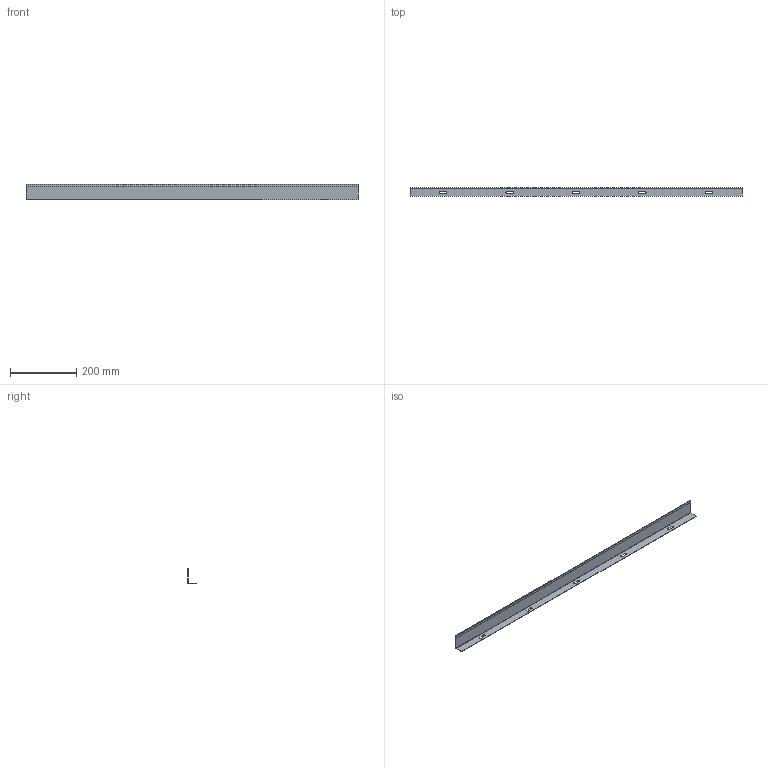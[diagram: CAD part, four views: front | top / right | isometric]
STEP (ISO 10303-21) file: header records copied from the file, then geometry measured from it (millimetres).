
FILE_DESCRIPTION (( 'STEP AP214' ), '1' );
FILE_NAME ('LC-DVR50-1000.step', '2022-02-17T20:46:44', ( '' ), ( '' ), 'SwSTEP 2.0', 'SolidWorks 2021', '' );
FILE_SCHEMA (( 'AUTOMOTIVE_DESIGN' ));
Length unit declared in the file: millimetre
Products named in the file (1): LC-DVR50-1000
Bounding box: 1000 x 25 x 47.48 mm (x, y, z)
Volume: 78009.8 mm3; surface area: 158435.3 mm2
Topology: 1 solids, 1 shells, 47 faces, 119 edges, 74 vertices
Faces by surface type: plane 28, cylinder 19
Entity records: 1457 total; most frequent: DIRECTION 253, CARTESIAN_POINT 241, ORIENTED_EDGE 238, EDGE_CURVE 119, AXIS2_PLACEMENT_3D 86, LINE 81, VECTOR 81, VERTEX_POINT 74
